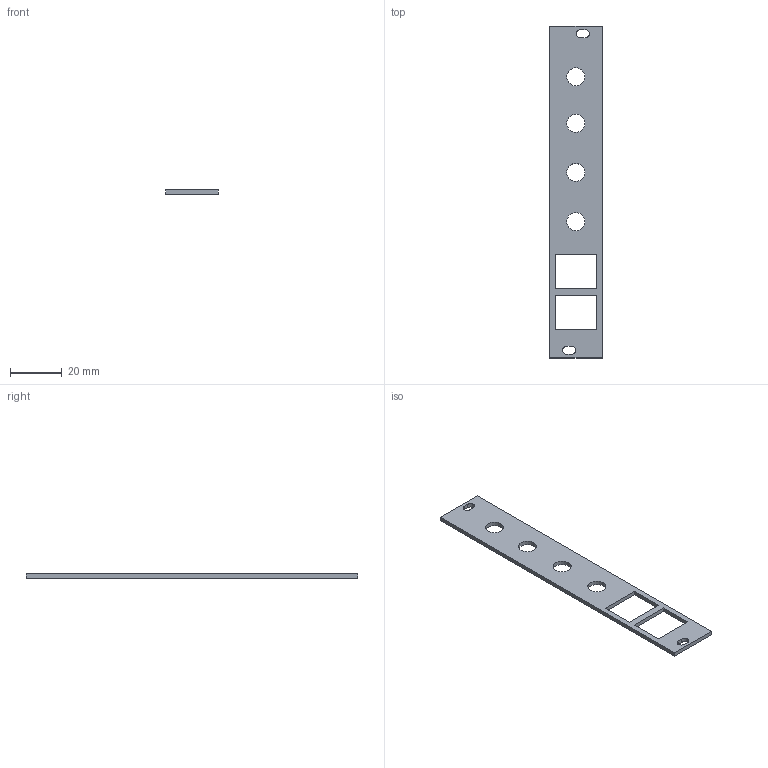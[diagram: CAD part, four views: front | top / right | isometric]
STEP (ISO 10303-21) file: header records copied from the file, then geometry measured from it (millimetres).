
FILE_DESCRIPTION(('KiCad electronic assembly'),'2;1');
FILE_NAME('QuadEnv_Panel.step','2023-03-29T14:35:46',('Pcbnew'),('Kicad' ),'Open CASCADE STEP processor 7.6','KiCad to STEP converter', 'Unknown');
FILE_SCHEMA(('AUTOMOTIVE_DESIGN { 1 0 10303 214 1 1 1 1 }'));
Length unit declared in the file: millimetre
Products named in the file (2): QuadEnv_Panel 1; _autosave-QuadEnv_Panel PCB
Assembly tree (1 placements, depth 2):
  QuadEnv_Panel 1
    _autosave-QuadEnv_Panel PCB
Bounding box: 20.3 x 128.5 x 1.6 mm (x, y, z)
Volume: 3201.4 mm3; surface area: 4850.1 mm2
Topology: 1 solids, 1 shells, 26 faces, 72 edges, 48 vertices
Faces by surface type: plane 18, cylinder 8
Full cylindrical faces by diameter (mm): 7 x4
Entity records: 1895 total; most frequent: CARTESIAN_POINT 388, DIRECTION 272, LINE 184, VECTOR 184, ORIENTED_EDGE 144, PCURVE 144, DEFINITIONAL_REPRESENTATION 144, EDGE_CURVE 72
